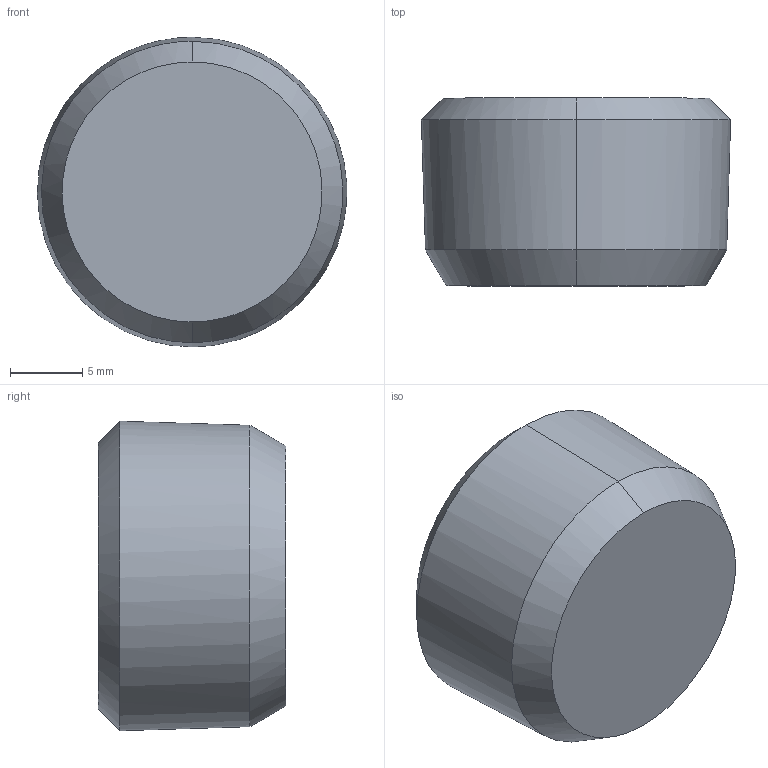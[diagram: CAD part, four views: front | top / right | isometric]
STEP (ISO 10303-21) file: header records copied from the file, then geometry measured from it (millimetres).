
FILE_DESCRIPTION (( 'STEP AP214' ), '1' );
FILE_NAME ('DRF.STOP04_ZK.STEP', '2018-09-06T09:31:03', ( '' ), ( '' ), 'SwSTEP 2.0', 'SolidWorks 2018', '' );
FILE_SCHEMA (( 'AUTOMOTIVE_DESIGN' ));
Length unit declared in the file: millimetre
Products named in the file (1): DRF.STOP04_ZK
Bounding box: 21.41 x 13 x 21.43 mm (x, y, z)
Volume: 3624.4 mm3; surface area: 1692.5 mm2
Topology: 1 solids, 1 shells, 37 faces, 87 edges, 51 vertices
Faces by surface type: bspline 37
Entity records: 1355 total; most frequent: CARTESIAN_POINT 816, ORIENTED_EDGE 170, EDGE_CURVE 85, B_SPLINE_CURVE_WITH_KNOTS 59, VERTEX_POINT 51, EDGE_LOOP 38, FACE_OUTER_BOUND 37, ADVANCED_FACE 37
